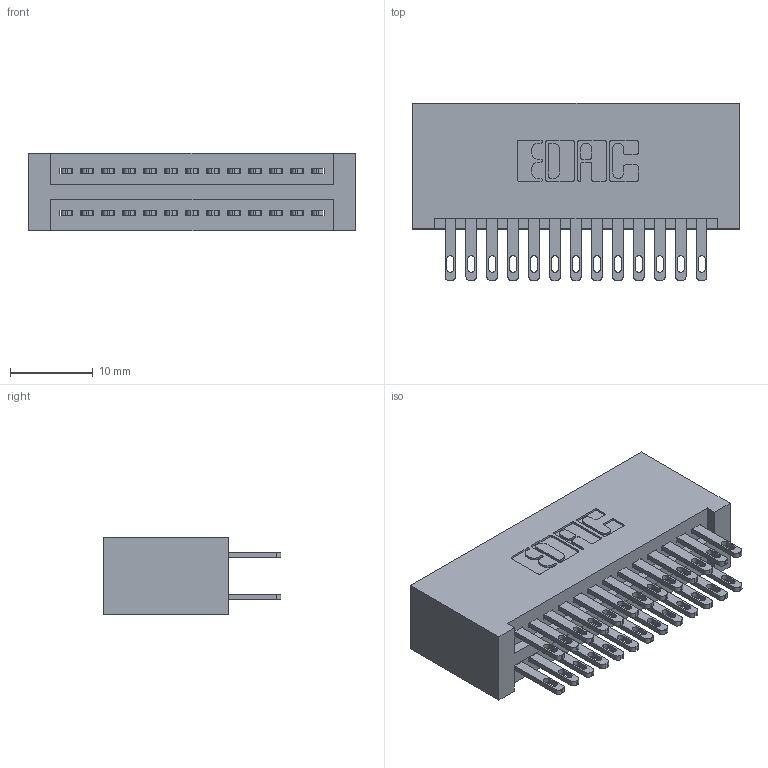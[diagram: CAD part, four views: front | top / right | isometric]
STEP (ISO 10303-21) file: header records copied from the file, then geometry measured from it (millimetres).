
FILE_DESCRIPTION (( 'STEP AP203' ), '1' );
FILE_NAME ('345-026-500-201.STEP', '2018-08-21T23:08:26', ( '' ), ( '' ), 'SwSTEP 2.0', 'SolidWorks 2016', '' );
FILE_SCHEMA (( 'CONFIG_CONTROL_DESIGN' ));
Length unit declared in the file: inch
Products named in the file (3): 345 Part_No Mounting Lugs; 345-292-001_345-293-100; 345-026-500-201
Assembly tree (27 placements, depth 2):
  345-026-500-201
    345 Part_No Mounting Lugs
    345-292-001_345-293-100  x26
Bounding box: 39.62 x 21.51 x 9.4 mm (x, y, z)
Volume: 4275.3 mm3; surface area: 6326.4 mm2
Topology: 27 solids, 27 shells, 1314 faces, 3983 edges, 2654 vertices
Faces by surface type: plane 778, cylinder 536
Entity records: 13757 total; most frequent: CARTESIAN_POINT 2332, ORIENTED_EDGE 2266, DIRECTION 2089, EDGE_CURVE 1133, VECTOR 953, LINE 953, VERTEX_POINT 754, AXIS2_PLACEMENT_3D 568
